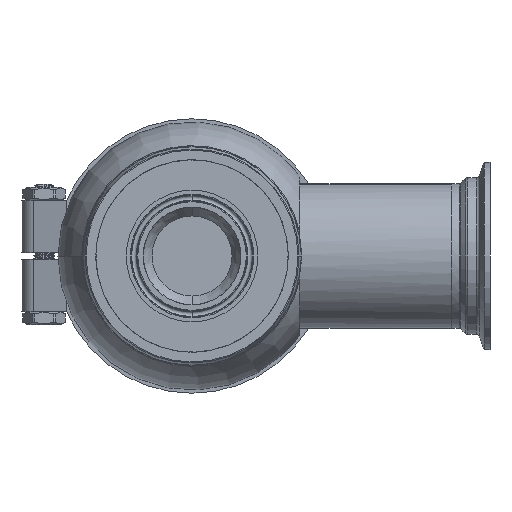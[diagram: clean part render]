
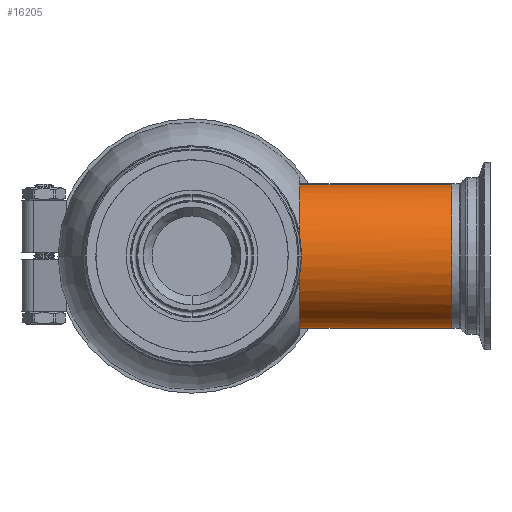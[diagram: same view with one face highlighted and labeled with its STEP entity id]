
A CAD part, front view. The second image highlights one B-rep face of the part: STEP entity #16205.
In plain terms, the highlighted cylindrical face has radius 35.001 mm (diameter 70.002 mm), a partial arc.
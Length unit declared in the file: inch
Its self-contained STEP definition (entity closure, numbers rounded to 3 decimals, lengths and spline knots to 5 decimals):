
#22 = VECTOR ( 'NONE', #15257, 39.37008 ) ;
#904 = CIRCLE ( 'NONE', #11950, 1.378 ) ;
#925 = EDGE_CURVE ( 'NONE', #2336, #8789, #1734, .T. ) ;
#957 = DIRECTION ( 'NONE',  ( 1., 0., 0. ) ) ;
#984 = EDGE_CURVE ( 'NONE', #8789, #5563, #904, .T. ) ;
#1048 = ORIENTED_EDGE ( 'NONE', *, *, #1994, .T. ) ;
#1734 = CIRCLE ( 'NONE', #8364, 1.378 ) ;
#1972 = VECTOR ( 'NONE', #14552, 39.37008 ) ;
#1994 = EDGE_CURVE ( 'NONE', #2336, #5791, #12541, .T. ) ;
#2093 = ORIENTED_EDGE ( 'NONE', *, *, #984, .F. ) ;
#2336 = VERTEX_POINT ( 'NONE', #3697 ) ;
#3593 = CARTESIAN_POINT ( 'NONE',  ( 4.96, 0., 0. ) ) ;
#3697 = CARTESIAN_POINT ( 'NONE',  ( 4.96, -0.21, 1.36191 ) ) ;
#4327 = AXIS2_PLACEMENT_3D ( 'NONE', #4984, #14609, #10247 ) ;
#4858 = DIRECTION ( 'NONE',  ( 0., 0.152, -0.988 ) ) ;
#4984 = CARTESIAN_POINT ( 'NONE',  ( 2.06, 0., 0. ) ) ;
#5563 = VERTEX_POINT ( 'NONE', #12965 ) ;
#5791 = VERTEX_POINT ( 'NONE', #14088 ) ;
#6463 = CARTESIAN_POINT ( 'NONE',  ( 2.06, 0.21, -1.36191 ) ) ;
#8364 = AXIS2_PLACEMENT_3D ( 'NONE', #15268, #15447, #16746 ) ;
#8736 = CIRCLE ( 'NONE', #4327, 1.378 ) ;
#8743 = CARTESIAN_POINT ( 'NONE',  ( 4.96, 0., 0. ) ) ;
#8772 = CYLINDRICAL_SURFACE ( 'NONE', #16401, 1.378 ) ;
#8789 = VERTEX_POINT ( 'NONE', #16490 ) ;
#9987 = DIRECTION ( 'NONE',  ( -1., 0., 0. ) ) ;
#10066 = FACE_OUTER_BOUND ( 'NONE', #13285, .T. ) ;
#10247 = DIRECTION ( 'NONE',  ( 0., 0.152, -0.988 ) ) ;
#10553 = ORIENTED_EDGE ( 'NONE', *, *, #15252, .T. ) ;
#10978 = EDGE_CURVE ( 'NONE', #5563, #14150, #16824, .T. ) ;
#11525 = ORIENTED_EDGE ( 'NONE', *, *, #10978, .F. ) ;
#11596 = CARTESIAN_POINT ( 'NONE',  ( 4.96, -0.21, 1.36191 ) ) ;
#11950 = AXIS2_PLACEMENT_3D ( 'NONE', #8743, #957, #4858 ) ;
#12541 = LINE ( 'NONE', #11596, #1972 ) ;
#12965 = CARTESIAN_POINT ( 'NONE',  ( 4.96, 0.21, -1.36191 ) ) ;
#13285 = EDGE_LOOP ( 'NONE', ( #11525, #2093, #14924, #1048, #10553 ) ) ;
#13895 = DIRECTION ( 'NONE',  ( 0., -0.152, 0.988 ) ) ;
#14088 = CARTESIAN_POINT ( 'NONE',  ( 2.06, -0.21, 1.36191 ) ) ;
#14150 = VERTEX_POINT ( 'NONE', #6463 ) ;
#14552 = DIRECTION ( 'NONE',  ( -1., 0., 0. ) ) ;
#14609 = DIRECTION ( 'NONE',  ( 1., 0., 0. ) ) ;
#14924 = ORIENTED_EDGE ( 'NONE', *, *, #925, .F. ) ;
#15252 = EDGE_CURVE ( 'NONE', #5791, #14150, #8736, .T. ) ;
#15257 = DIRECTION ( 'NONE',  ( -1., 0., 0. ) ) ;
#15268 = CARTESIAN_POINT ( 'NONE',  ( 4.96, 0., 0. ) ) ;
#15447 = DIRECTION ( 'NONE',  ( 1., 0., 0. ) ) ;
#15597 = CARTESIAN_POINT ( 'NONE',  ( 4.96, 0.21, -1.36191 ) ) ;
#16205 = ADVANCED_FACE ( 'Defeatured_0_0', ( #10066 ), #8772, .T. ) ;
#16401 = AXIS2_PLACEMENT_3D ( 'NONE', #3593, #9987, #13895 ) ;
#16490 = CARTESIAN_POINT ( 'NONE',  ( 4.96, 0., -1.378 ) ) ;
#16746 = DIRECTION ( 'NONE',  ( 0., 0.152, -0.988 ) ) ;
#16824 = LINE ( 'NONE', #15597, #22 ) ;
